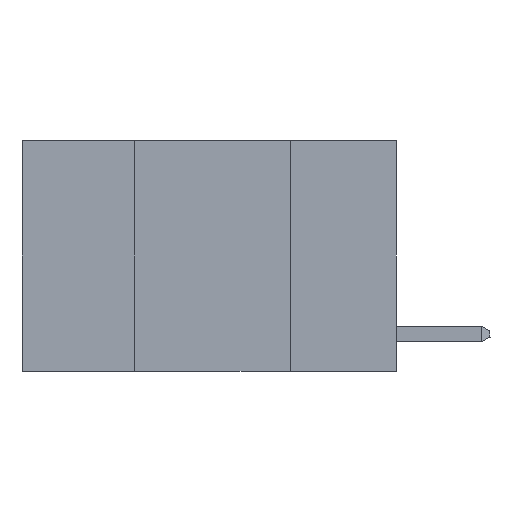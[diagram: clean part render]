
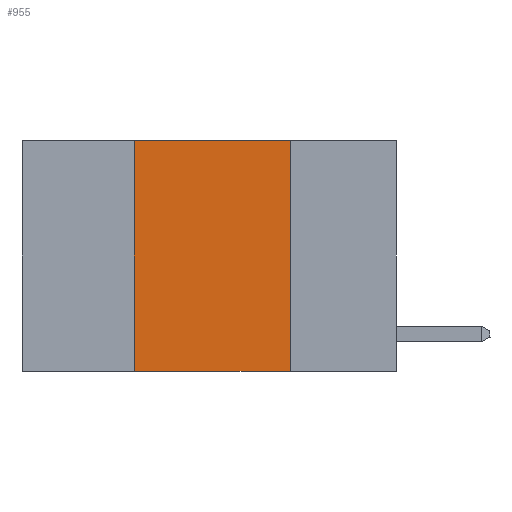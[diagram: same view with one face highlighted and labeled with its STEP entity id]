
A CAD part, left-side view. The second image highlights one B-rep face of the part: STEP entity #955.
In plain terms, the highlighted planar face has unit normal (-1, 0, 0).
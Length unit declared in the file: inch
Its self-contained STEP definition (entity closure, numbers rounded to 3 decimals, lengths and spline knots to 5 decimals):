
#294 = LINE ( 'NONE', #23015, #11313 ) ;
#955 = ADVANCED_FACE ( 'NONE', ( #22610 ), #22374, .F. ) ;
#1245 = CARTESIAN_POINT ( 'NONE',  ( 0., 0.17, -0.37 ) ) ;
#1913 = EDGE_CURVE ( 'NONE', #22156, #12827, #26515, .T. ) ;
#2382 = VECTOR ( 'NONE', #17764, 39.37008 ) ;
#4162 = LINE ( 'NONE', #23765, #28184 ) ;
#5377 = CARTESIAN_POINT ( 'NONE',  ( 0., 0.6, 0. ) ) ;
#5791 = ORIENTED_EDGE ( 'NONE', *, *, #20991, .F. ) ;
#7045 = VERTEX_POINT ( 'NONE', #10405 ) ;
#7265 = VECTOR ( 'NONE', #7725, 39.37008 ) ;
#7503 = DIRECTION ( 'NONE',  ( 0., 0., 1. ) ) ;
#7725 = DIRECTION ( 'NONE',  ( 0., -1., 0. ) ) ;
#8196 = CARTESIAN_POINT ( 'NONE',  ( 0., 0.17, 0. ) ) ;
#9002 = DIRECTION ( 'NONE',  ( 0., 0., -1. ) ) ;
#10405 = CARTESIAN_POINT ( 'NONE',  ( 0., 0.42, 0. ) ) ;
#10820 = EDGE_LOOP ( 'NONE', ( #5791, #14938, #28351, #24184 ) ) ;
#11313 = VECTOR ( 'NONE', #9002, 39.37008 ) ;
#12827 = VERTEX_POINT ( 'NONE', #1245 ) ;
#13899 = CARTESIAN_POINT ( 'NONE',  ( 0., 0.6, -0.37 ) ) ;
#14938 = ORIENTED_EDGE ( 'NONE', *, *, #21853, .F. ) ;
#17764 = DIRECTION ( 'NONE',  ( 0., -1., 0. ) ) ;
#19124 = AXIS2_PLACEMENT_3D ( 'NONE', #21689, #27678, #27254 ) ;
#19713 = LINE ( 'NONE', #5377, #7265 ) ;
#20991 = EDGE_CURVE ( 'NONE', #24281, #12827, #294, .T. ) ;
#21689 = CARTESIAN_POINT ( 'NONE',  ( 0., 0.6, 0. ) ) ;
#21853 = EDGE_CURVE ( 'NONE', #7045, #24281, #19713, .T. ) ;
#22156 = VERTEX_POINT ( 'NONE', #27372 ) ;
#22374 = PLANE ( 'NONE',  #19124 ) ;
#22610 = FACE_OUTER_BOUND ( 'NONE', #10820, .T. ) ;
#23015 = CARTESIAN_POINT ( 'NONE',  ( 0., 0.17, 0. ) ) ;
#23765 = CARTESIAN_POINT ( 'NONE',  ( 0., 0.42, 0. ) ) ;
#24066 = EDGE_CURVE ( 'NONE', #22156, #7045, #4162, .T. ) ;
#24184 = ORIENTED_EDGE ( 'NONE', *, *, #1913, .T. ) ;
#24281 = VERTEX_POINT ( 'NONE', #8196 ) ;
#26515 = LINE ( 'NONE', #13899, #2382 ) ;
#27254 = DIRECTION ( 'NONE',  ( 0., 0., -1. ) ) ;
#27372 = CARTESIAN_POINT ( 'NONE',  ( 0., 0.42, -0.37 ) ) ;
#27678 = DIRECTION ( 'NONE',  ( 1., 0., 0. ) ) ;
#28184 = VECTOR ( 'NONE', #7503, 39.37008 ) ;
#28351 = ORIENTED_EDGE ( 'NONE', *, *, #24066, .F. ) ;
